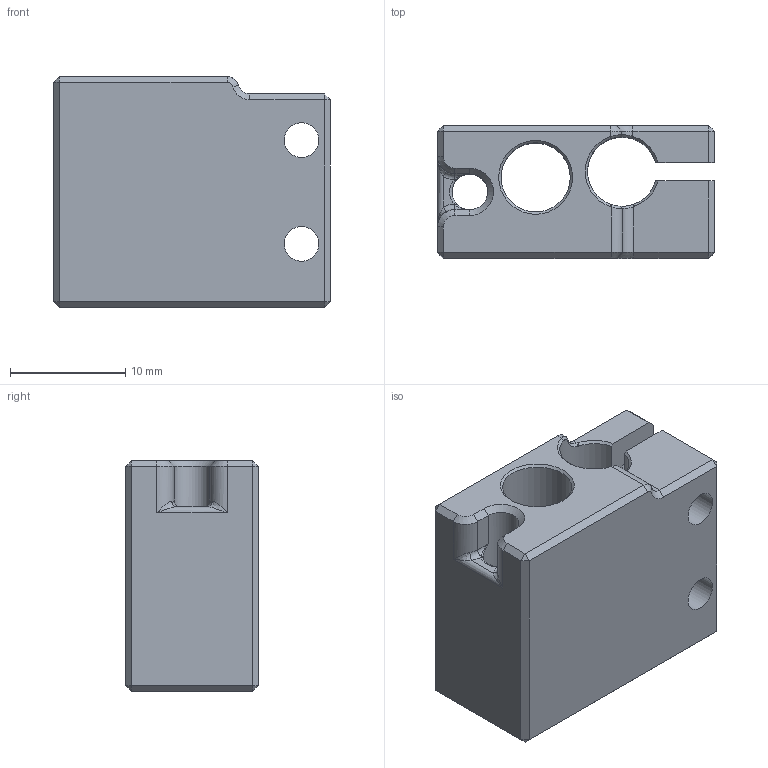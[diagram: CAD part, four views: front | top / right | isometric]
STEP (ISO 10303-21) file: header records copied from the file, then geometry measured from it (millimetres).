
FILE_DESCRIPTION(/* description */ (''),/* implementation_level */ '2;1');
FILE_NAME(/* name */ 'V6 Volcano Block (PT100).stp',/* time_stamp */ '2016-07-06T15:55:57+01:00',/* author */ ('sam'),/* organization */ (''),/* preprocessor_version */ 'ST-DEVELOPER v15.6',/* originating_system */ 'Autodesk Inventor 2015',/* authorisation */ '');
FILE_SCHEMA (('AUTOMOTIVE_DESIGN { 1 0 10303 214 3 1 1 }'));
Length unit declared in the file: millimetre
Products named in the file (1): V6 Volcano Block (PT100)
Bounding box: 24 x 11.5 x 20 mm (x, y, z)
Volume: 3742.7 mm3; surface area: 2921.3 mm2
Topology: 1 solids, 1 shells, 90 faces, 219 edges, 125 vertices
Faces by surface type: plane 41, cylinder 17, bspline 16, cone 13, torus 3
Full cylindrical faces by diameter (mm): 3 x3, 3.1 x1, 3.2 x2, 6 x1
Entity records: 2990 total; most frequent: CARTESIAN_POINT 1034, ORIENTED_EDGE 402, DIRECTION 364, EDGE_CURVE 201, AXIS2_PLACEMENT_3D 125, VERTEX_POINT 121, LINE 114, VECTOR 114
